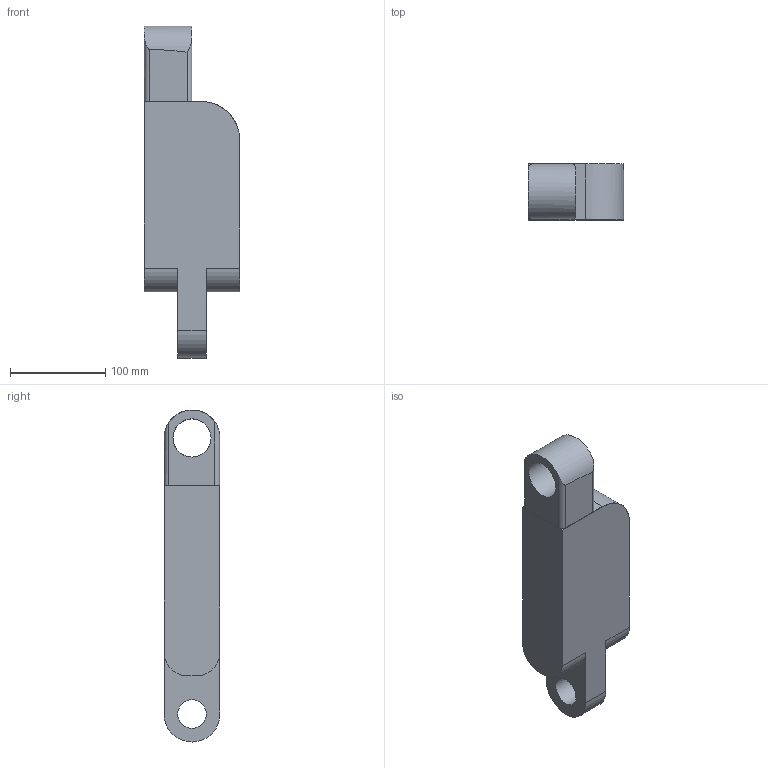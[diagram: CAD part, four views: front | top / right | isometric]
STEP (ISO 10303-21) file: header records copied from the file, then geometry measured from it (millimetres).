
FILE_DESCRIPTION(/* description */ ('STEP AP242','CAx-IF Rec.Pracs.---Representation and Presentation of Product Manufacturing Information (PMI)---4.0---2014-10-13','CAx-IF Rec.Pracs.---3D Tessellated Geometry---0.4---2014-09-14','2;1'),/* implementation_level */ '2;1');
FILE_NAME(/* name */ '67036677d3905a1448d1ac4e',/* time_stamp */ '2024-10-07T04:41:27Z',/* author */ (''),/* organization */ (''),/* preprocessor_version */ 'ST-DEVELOPER v20',/* originating_system */ ' ',/* authorisation */ ' ');
FILE_SCHEMA (('AP242_MANAGED_MODEL_BASED_3D_ENGINEERING_MIM_LF { 1 0 10303 442 1 1 4 }'));
Length unit declared in the file: metre
Products named in the file (1): Part 1
Bounding box: 100 x 58.74 x 348.74 mm (x, y, z)
Volume: 1375391.4 mm3; surface area: 108570.1 mm2
Topology: 1 solids, 1 shells, 30 faces, 83 edges, 55 vertices
Faces by surface type: plane 16, cylinder 14
Full cylindrical faces by diameter (mm): 30 x1, 40 x1
Entity records: 1023 total; most frequent: CARTESIAN_POINT 223, DIRECTION 163, ORIENTED_EDGE 160, EDGE_CURVE 80, AXIS2_PLACEMENT_3D 58, VERTEX_POINT 54, LINE 47, VECTOR 47
